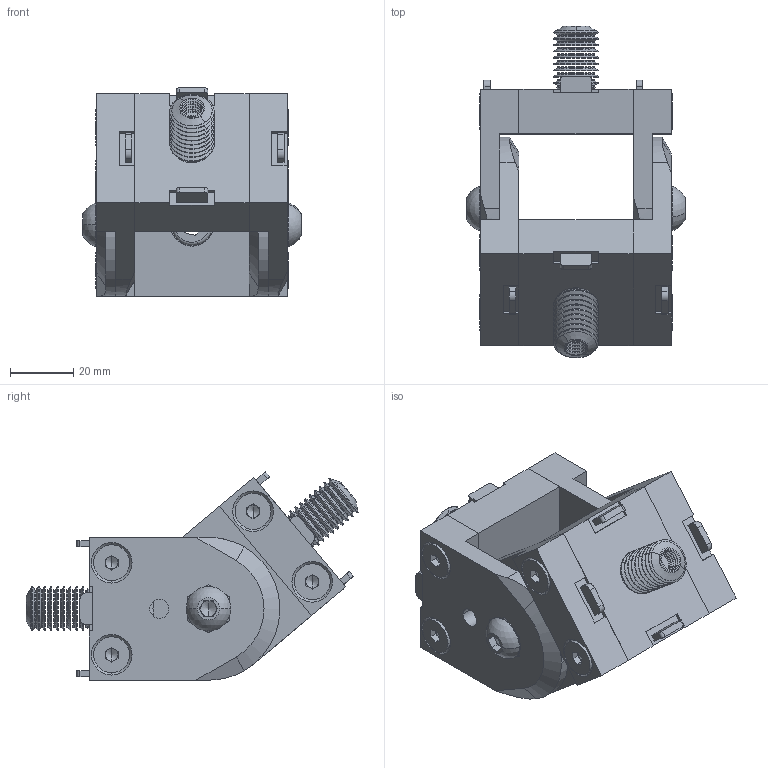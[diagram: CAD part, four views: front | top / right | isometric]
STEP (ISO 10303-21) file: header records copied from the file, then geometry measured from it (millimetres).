
FILE_DESCRIPTION (( 'STEP AP203' ), '1' );
FILE_NAME ('8.31.4560A.STEP', '2014-06-26T02:40:18', ( 'USER' ), ( 'Microsoft' ), 'SwSTEP 2.0', 'SolidWorks 2012', '' );
FILE_SCHEMA (( 'CONFIG_CONTROL_DESIGN' ));
Length unit declared in the file: millimetre
Products named in the file (1): 8.31.4560A
Bounding box: 68.8 x 104.61 x 65.65 mm (x, y, z)
Surface area: 40045.9 mm2 (no closed solid volume)
Topology: 0 solids, 54 shells, 673 faces, 1832 edges, 1175 vertices
Faces by surface type: plane 278, cone 167, torus 116, cylinder 108, sphere 4
Entity records: 21352 total; most frequent: CARTESIAN_POINT 4314, DIRECTION 3776, ORIENTED_EDGE 3170, EDGE_CURVE 1812, AXIS2_PLACEMENT_3D 1429, VERTEX_POINT 1175, VECTOR 918, LINE 918
